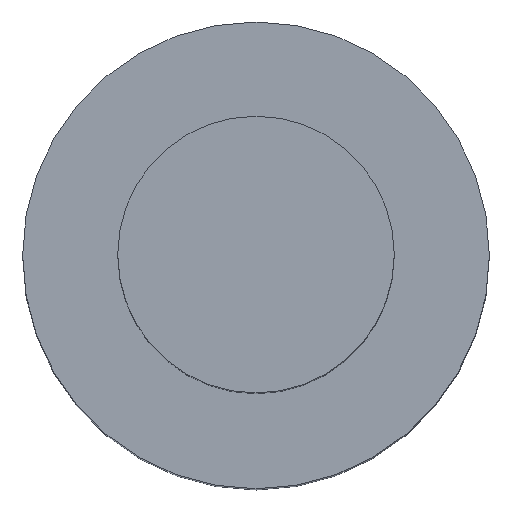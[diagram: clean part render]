
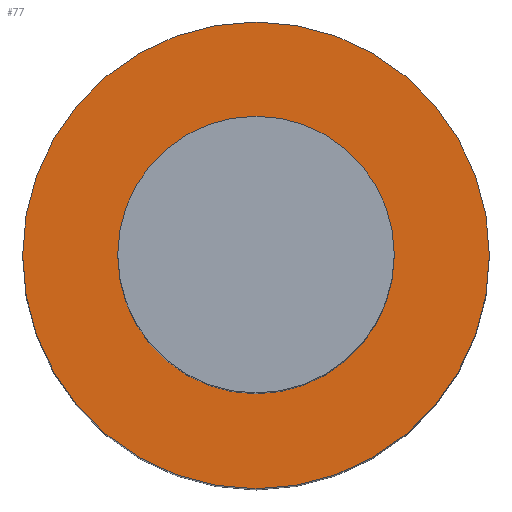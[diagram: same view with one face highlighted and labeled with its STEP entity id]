
A CAD part, top view. The second image highlights one B-rep face of the part: STEP entity #77.
In plain terms, the highlighted planar face has unit normal (0, 0, 1).
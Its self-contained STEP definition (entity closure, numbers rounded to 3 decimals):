
#77=ADVANCED_FACE('',(#87,#88),#89,.T.);
#87=FACE_OUTER_BOUND('',#103,.T.);
#88=FACE_BOUND('',#104,.T.);
#89=PLANE('',#105);
#103=EDGE_LOOP('',(#123));
#104=EDGE_LOOP('',(#124));
#105=AXIS2_PLACEMENT_3D('',#125,#126,#127);
#123=ORIENTED_EDGE('',*,*,#144,.F.);
#124=ORIENTED_EDGE('',*,*,#143,.T.);
#125=CARTESIAN_POINT('',(0.,21.5,0.));
#126=DIRECTION('',(0.,0.,1.0));
#127=DIRECTION('',(0.,-1.0,0.));
#143=EDGE_CURVE('',#149,#149,#150,.T.);
#144=EDGE_CURVE('',#151,#151,#152,.T.);
#149=VERTEX_POINT('',#159);
#150=CIRCLE('',#160,16.0);
#151=VERTEX_POINT('',#161);
#152=CIRCLE('',#162,27.0);
#159=CARTESIAN_POINT('',(0.,16.0,0.));
#160=AXIS2_PLACEMENT_3D('',#170,#171,#172);
#161=CARTESIAN_POINT('',(0.,27.0,0.));
#162=AXIS2_PLACEMENT_3D('',#173,#174,#175);
#170=CARTESIAN_POINT('',(0.0,0.0,0.0));
#171=DIRECTION('',(0.,0.,-1.0));
#172=DIRECTION('',(0.,1.0,0.));
#173=CARTESIAN_POINT('',(0.0,0.0,0.0));
#174=DIRECTION('',(0.,0.,-1.0));
#175=DIRECTION('',(0.,1.0,0.));
